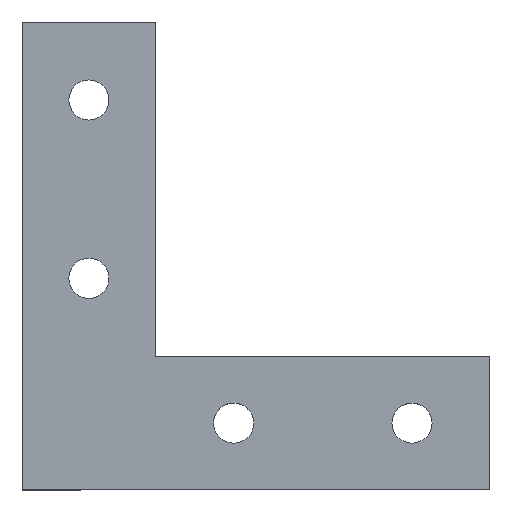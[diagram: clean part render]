
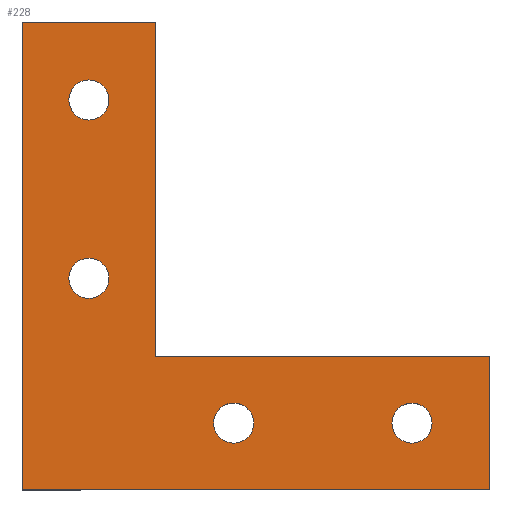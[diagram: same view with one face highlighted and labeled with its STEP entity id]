
A CAD part, top view. The second image highlights one B-rep face of the part: STEP entity #228.
In plain terms, the highlighted planar face has unit normal (0, 0, 1).
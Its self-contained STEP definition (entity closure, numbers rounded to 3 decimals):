
#17=LINE('',#339,#35);
#20=LINE('',#345,#38);
#23=LINE('',#351,#41);
#26=LINE('',#357,#44);
#29=LINE('',#363,#47);
#32=LINE('',#367,#50);
#35=VECTOR('',#281,30.);
#38=VECTOR('',#286,75.);
#41=VECTOR('',#291,75.);
#44=VECTOR('',#296,30.);
#47=VECTOR('',#301,105.);
#50=VECTOR('',#306,105.);
#58=PLANE('',#250);
#67=FACE_BOUND('',#103,.T.);
#68=FACE_BOUND('',#104,.T.);
#69=FACE_BOUND('',#105,.T.);
#70=FACE_BOUND('',#106,.T.);
#82=FACE_OUTER_BOUND('',#102,.T.);
#102=EDGE_LOOP('',(#203,#204,#205,#206,#207,#208));
#103=EDGE_LOOP('',(#209));
#104=EDGE_LOOP('',(#210));
#105=EDGE_LOOP('',(#211));
#106=EDGE_LOOP('',(#212));
#107=CIRCLE('',#232,4.5);
#109=CIRCLE('',#235,4.5);
#111=CIRCLE('',#238,4.5);
#113=CIRCLE('',#241,4.5);
#115=VERTEX_POINT('',#313);
#117=VERTEX_POINT('',#318);
#119=VERTEX_POINT('',#323);
#121=VERTEX_POINT('',#328);
#125=VERTEX_POINT('',#336);
#126=VERTEX_POINT('',#338);
#128=VERTEX_POINT('',#344);
#130=VERTEX_POINT('',#350);
#132=VERTEX_POINT('',#356);
#134=VERTEX_POINT('',#362);
#135=EDGE_CURVE('',#115,#115,#107,.T.);
#137=EDGE_CURVE('',#117,#117,#109,.T.);
#139=EDGE_CURVE('',#119,#119,#111,.T.);
#141=EDGE_CURVE('',#121,#121,#113,.T.);
#145=EDGE_CURVE('',#126,#125,#17,.T.);
#148=EDGE_CURVE('',#128,#126,#20,.T.);
#151=EDGE_CURVE('',#130,#128,#23,.T.);
#154=EDGE_CURVE('',#132,#130,#26,.T.);
#157=EDGE_CURVE('',#134,#132,#29,.T.);
#160=EDGE_CURVE('',#125,#134,#32,.T.);
#203=ORIENTED_EDGE('',*,*,#160,.T.);
#204=ORIENTED_EDGE('',*,*,#157,.T.);
#205=ORIENTED_EDGE('',*,*,#154,.T.);
#206=ORIENTED_EDGE('',*,*,#151,.T.);
#207=ORIENTED_EDGE('',*,*,#148,.T.);
#208=ORIENTED_EDGE('',*,*,#145,.T.);
#209=ORIENTED_EDGE('',*,*,#135,.T.);
#210=ORIENTED_EDGE('',*,*,#137,.T.);
#211=ORIENTED_EDGE('',*,*,#139,.T.);
#212=ORIENTED_EDGE('',*,*,#141,.T.);
#228=ADVANCED_FACE('',(#82,#67,#68,#69,#70),#58,.T.);
#232=AXIS2_PLACEMENT_3D('',#314,#255,#256);
#235=AXIS2_PLACEMENT_3D('',#319,#261,#262);
#238=AXIS2_PLACEMENT_3D('',#324,#267,#268);
#241=AXIS2_PLACEMENT_3D('',#329,#273,#274);
#250=AXIS2_PLACEMENT_3D('',#369,#309,#310);
#255=DIRECTION('center_axis',(0.,0.,-1.));
#256=DIRECTION('ref_axis',(-1.,0.,0.));
#261=DIRECTION('center_axis',(0.,0.,-1.));
#262=DIRECTION('ref_axis',(-1.,0.,0.));
#267=DIRECTION('center_axis',(0.,0.,-1.));
#268=DIRECTION('ref_axis',(-1.,0.,0.));
#273=DIRECTION('center_axis',(0.,0.,-1.));
#274=DIRECTION('ref_axis',(-1.,0.,0.));
#281=DIRECTION('',(-1.,0.,0.));
#286=DIRECTION('',(0.,1.,0.));
#291=DIRECTION('',(-1.,0.,0.));
#296=DIRECTION('',(0.,1.,0.));
#301=DIRECTION('',(1.,0.,0.));
#306=DIRECTION('',(0.,-1.,0.));
#309=DIRECTION('center_axis',(0.,0.,1.));
#310=DIRECTION('ref_axis',(1.,0.,0.));
#313=CARTESIAN_POINT('',(92.,15.,4.5));
#314=CARTESIAN_POINT('Origin',(87.5,15.,4.5));
#318=CARTESIAN_POINT('',(52.,15.,4.5));
#319=CARTESIAN_POINT('Origin',(47.5,15.,4.5));
#323=CARTESIAN_POINT('',(19.5,47.5,4.5));
#324=CARTESIAN_POINT('Origin',(15.,47.5,4.5));
#328=CARTESIAN_POINT('',(19.5,87.5,4.5));
#329=CARTESIAN_POINT('Origin',(15.,87.5,4.5));
#336=CARTESIAN_POINT('',(0.,105.,4.5));
#338=CARTESIAN_POINT('',(30.,105.,4.5));
#339=CARTESIAN_POINT('',(0.,105.,4.5));
#344=CARTESIAN_POINT('',(30.,30.,4.5));
#345=CARTESIAN_POINT('',(30.,105.,4.5));
#350=CARTESIAN_POINT('',(105.,30.,4.5));
#351=CARTESIAN_POINT('',(30.,30.,4.5));
#356=CARTESIAN_POINT('',(105.,0.,4.5));
#357=CARTESIAN_POINT('',(105.,30.,4.5));
#362=CARTESIAN_POINT('',(0.,0.,4.5));
#363=CARTESIAN_POINT('',(105.,0.,4.5));
#367=CARTESIAN_POINT('',(0.,0.,4.5));
#369=CARTESIAN_POINT('Origin',(39.107,39.107,4.5));
